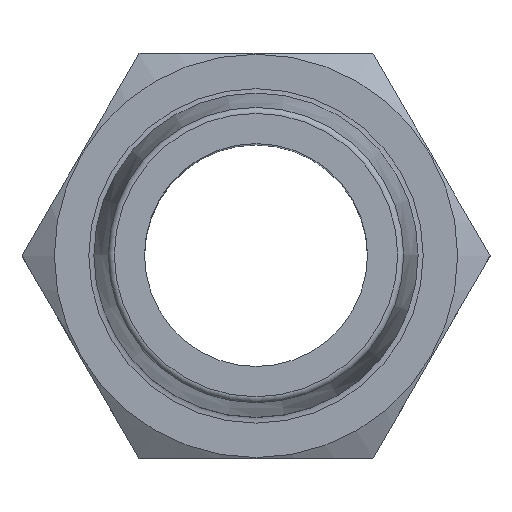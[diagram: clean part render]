
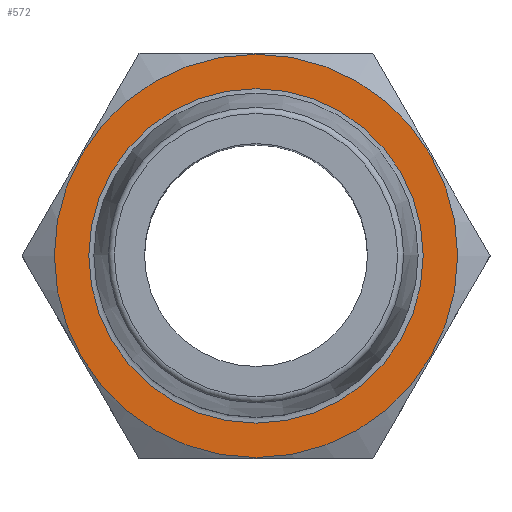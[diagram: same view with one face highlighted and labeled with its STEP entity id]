
A CAD part, top view. The second image highlights one B-rep face of the part: STEP entity #572.
In plain terms, the highlighted planar face has unit normal (0, 0, 1).
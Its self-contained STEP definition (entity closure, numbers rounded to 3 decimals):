
#28=CIRCLE('',#599,9.95);
#37=CIRCLE('',#616,8.25);
#115=ORIENTED_EDGE('',*,*,#177,.T.);
#116=ORIENTED_EDGE('',*,*,#168,.T.);
#168=EDGE_CURVE('',#202,#202,#28,.T.);
#177=EDGE_CURVE('',#211,#211,#37,.T.);
#202=VERTEX_POINT('',#852);
#211=VERTEX_POINT('',#878);
#258=EDGE_LOOP('',(#115));
#259=EDGE_LOOP('',(#116));
#310=FACE_BOUND('',#258,.T.);
#311=FACE_BOUND('',#259,.T.);
#349=PLANE('',#615);
#572=ADVANCED_FACE('',(#310,#311),#349,.F.);
#599=AXIS2_PLACEMENT_3D('',#851,#665,#666);
#615=AXIS2_PLACEMENT_3D('',#876,#697,#698);
#616=AXIS2_PLACEMENT_3D('',#877,#699,#700);
#665=DIRECTION('',(0.,0.,1.));
#666=DIRECTION('',(1.,0.,0.));
#697=DIRECTION('',(0.,0.,-1.));
#698=DIRECTION('',(-1.,0.,0.));
#699=DIRECTION('',(0.,0.,-1.));
#700=DIRECTION('',(-1.,0.,0.));
#851=CARTESIAN_POINT('',(0.,0.,-24.));
#852=CARTESIAN_POINT('',(9.95,0.,-24.));
#876=CARTESIAN_POINT('',(0.,0.,-24.));
#877=CARTESIAN_POINT('',(0.,0.,-24.));
#878=CARTESIAN_POINT('',(-8.25,0.,-24.));
